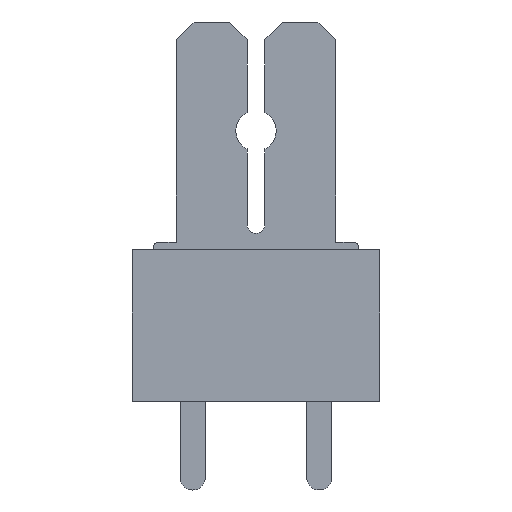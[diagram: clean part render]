
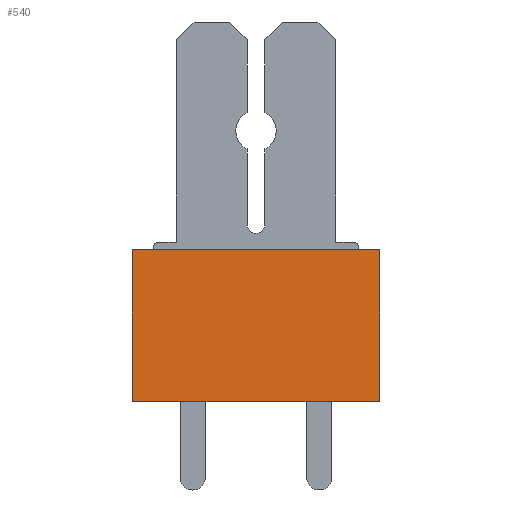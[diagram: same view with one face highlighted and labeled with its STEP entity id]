
A CAD part, left-side view. The second image highlights one B-rep face of the part: STEP entity #540.
In plain terms, the highlighted planar face has unit normal (-1, 0, 0).
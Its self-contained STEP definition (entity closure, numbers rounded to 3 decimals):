
#513=AXIS2_PLACEMENT_3D('Plane Axis2P3D',#510,#511,#512) ;
#49=CARTESIAN_POINT('Vertex',(0.,0.,3.5)) ;
#52=CARTESIAN_POINT('Line Origine',(0.,4.9,3.5)) ;
#56=CARTESIAN_POINT('Vertex',(0.,9.8,3.5)) ;
#510=CARTESIAN_POINT('Axis2P3D Location',(0.,0.,0.)) ;
#515=CARTESIAN_POINT('Line Origine',(0.,4.9,9.5)) ;
#519=CARTESIAN_POINT('Vertex',(0.,0.,9.5)) ;
#521=CARTESIAN_POINT('Vertex',(0.,9.8,9.5)) ;
#524=CARTESIAN_POINT('Line Origine',(0.,9.8,6.5)) ;
#529=CARTESIAN_POINT('Line Origine',(0.,0.,6.5)) ;
#53=DIRECTION('Vector Direction',(0.,1.,0.)) ;
#511=DIRECTION('Axis2P3D Direction',(-1.,0.,0.)) ;
#512=DIRECTION('Axis2P3D XDirection',(0.,0.,1.)) ;
#516=DIRECTION('Vector Direction',(0.,-1.,0.)) ;
#525=DIRECTION('Vector Direction',(0.,0.,1.)) ;
#530=DIRECTION('Vector Direction',(0.,0.,-1.)) ;
#54=VECTOR('Line Direction',#53,1.) ;
#517=VECTOR('Line Direction',#516,1.) ;
#526=VECTOR('Line Direction',#525,1.) ;
#531=VECTOR('Line Direction',#530,1.) ;
#535=ORIENTED_EDGE('',*,*,#523,.T.) ;
#536=ORIENTED_EDGE('',*,*,#528,.T.) ;
#537=ORIENTED_EDGE('',*,*,#58,.T.) ;
#538=ORIENTED_EDGE('',*,*,#533,.T.) ;
#540=ADVANCED_FACE('_PCF 10.00/06/180 3.5 OR 9500790000',(#539),#514,.T.) ;
#58=EDGE_CURVE('',#57,#50,#55,.F.) ;
#523=EDGE_CURVE('',#520,#522,#518,.F.) ;
#528=EDGE_CURVE('',#522,#57,#527,.F.) ;
#533=EDGE_CURVE('',#50,#520,#532,.F.) ;
#534=EDGE_LOOP('',(#535,#536,#537,#538)) ;
#539=FACE_OUTER_BOUND('',#534,.T.) ;
#55=LINE('Line',#52,#54) ;
#518=LINE('Line',#515,#517) ;
#527=LINE('Line',#524,#526) ;
#532=LINE('Line',#529,#531) ;
#514=PLANE('',#513) ;
#50=VERTEX_POINT('',#49) ;
#57=VERTEX_POINT('',#56) ;
#520=VERTEX_POINT('',#519) ;
#522=VERTEX_POINT('',#521) ;
